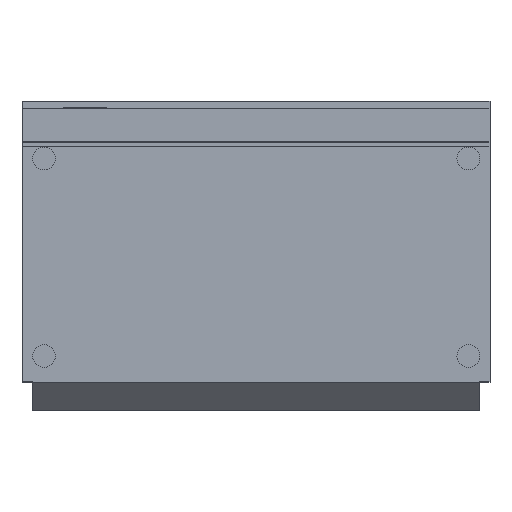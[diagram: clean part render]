
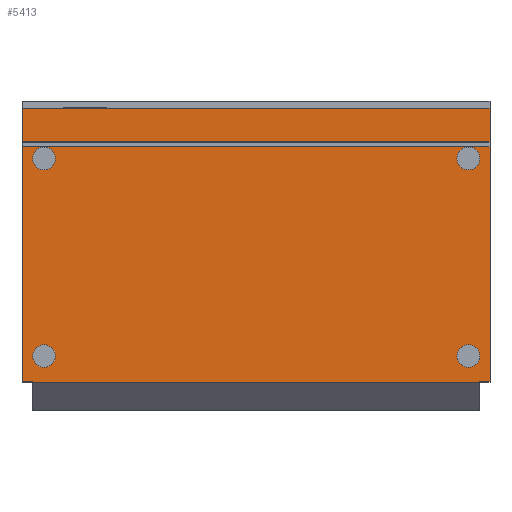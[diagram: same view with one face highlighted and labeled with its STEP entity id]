
A CAD part, front view. The second image highlights one B-rep face of the part: STEP entity #5413.
In plain terms, the highlighted planar face has unit normal (0, -1, 0).
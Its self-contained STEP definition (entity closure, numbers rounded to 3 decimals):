
#313=FACE_OUTER_BOUND('',#658,.T.);
#658=EDGE_LOOP('',(#3575,#3576,#3577,#3578,#3579,#3580,#3581,#3582));
#1012=LINE('',#7931,#1640);
#1015=LINE('',#7937,#1643);
#1016=LINE('',#7939,#1644);
#1017=LINE('',#7941,#1645);
#1018=LINE('',#7943,#1646);
#1019=LINE('',#7945,#1647);
#1020=LINE('',#7947,#1648);
#1021=LINE('',#7948,#1649);
#1640=VECTOR('',#6318,10.);
#1643=VECTOR('',#6323,10.);
#1644=VECTOR('',#6324,10.);
#1645=VECTOR('',#6325,10.);
#1646=VECTOR('',#6326,10.);
#1647=VECTOR('',#6327,10.);
#1648=VECTOR('',#6328,10.);
#1649=VECTOR('',#6329,10.);
#2267=VERTEX_POINT('',#7927);
#2269=VERTEX_POINT('',#7930);
#2271=VERTEX_POINT('',#7936);
#2272=VERTEX_POINT('',#7938);
#2273=VERTEX_POINT('',#7940);
#2274=VERTEX_POINT('',#7942);
#2275=VERTEX_POINT('',#7944);
#2276=VERTEX_POINT('',#7946);
#2798=EDGE_CURVE('',#2269,#2267,#1012,.T.);
#2801=EDGE_CURVE('',#2271,#2267,#1015,.T.);
#2802=EDGE_CURVE('',#2271,#2272,#1016,.T.);
#2803=EDGE_CURVE('',#2272,#2273,#1017,.T.);
#2804=EDGE_CURVE('',#2274,#2273,#1018,.T.);
#2805=EDGE_CURVE('',#2274,#2275,#1019,.T.);
#2806=EDGE_CURVE('',#2275,#2276,#1020,.T.);
#2807=EDGE_CURVE('',#2269,#2276,#1021,.T.);
#3575=ORIENTED_EDGE('',*,*,#2798,.T.);
#3576=ORIENTED_EDGE('',*,*,#2801,.F.);
#3577=ORIENTED_EDGE('',*,*,#2802,.T.);
#3578=ORIENTED_EDGE('',*,*,#2803,.T.);
#3579=ORIENTED_EDGE('',*,*,#2804,.F.);
#3580=ORIENTED_EDGE('',*,*,#2805,.T.);
#3581=ORIENTED_EDGE('',*,*,#2806,.T.);
#3582=ORIENTED_EDGE('',*,*,#2807,.F.);
#5120=PLANE('',#5823);
#5413=ADVANCED_FACE('',(#313),#5120,.F.);
#5823=AXIS2_PLACEMENT_3D('',#7935,#6321,#6322);
#6318=DIRECTION('',(-1.,0.,0.));
#6321=DIRECTION('center_axis',(0.,1.,0.));
#6322=DIRECTION('ref_axis',(0.,0.,1.));
#6323=DIRECTION('',(0.,0.,1.));
#6324=DIRECTION('',(1.,0.,0.));
#6325=DIRECTION('',(0.,0.,-1.));
#6326=DIRECTION('',(-1.,0.,0.));
#6327=DIRECTION('',(0.,0.,1.));
#6328=DIRECTION('',(1.,0.,0.));
#6329=DIRECTION('',(0.,0.,-1.));
#7927=CARTESIAN_POINT('',(-562.5,0.,355.5));
#7930=CARTESIAN_POINT('',(562.5,0.,355.5));
#7931=CARTESIAN_POINT('',(0.,0.,355.5));
#7935=CARTESIAN_POINT('Origin',(0.,0.,0.));
#7936=CARTESIAN_POINT('',(-562.5,0.,-302.5));
#7937=CARTESIAN_POINT('',(-562.5,0.,-372.5));
#7938=CARTESIAN_POINT('',(-537.5,0.,-302.5));
#7939=CARTESIAN_POINT('',(-275.,0.,-302.5));
#7940=CARTESIAN_POINT('',(-537.5,0.,-303.5));
#7941=CARTESIAN_POINT('',(-537.5,0.,-186.25));
#7942=CARTESIAN_POINT('',(537.5,0.,-303.5));
#7943=CARTESIAN_POINT('',(281.25,0.,-303.5));
#7944=CARTESIAN_POINT('',(537.5,0.,-302.5));
#7945=CARTESIAN_POINT('',(537.5,0.,-186.25));
#7946=CARTESIAN_POINT('',(562.5,0.,-302.5));
#7947=CARTESIAN_POINT('',(275.,0.,-302.5));
#7948=CARTESIAN_POINT('',(562.5,0.,372.5));
